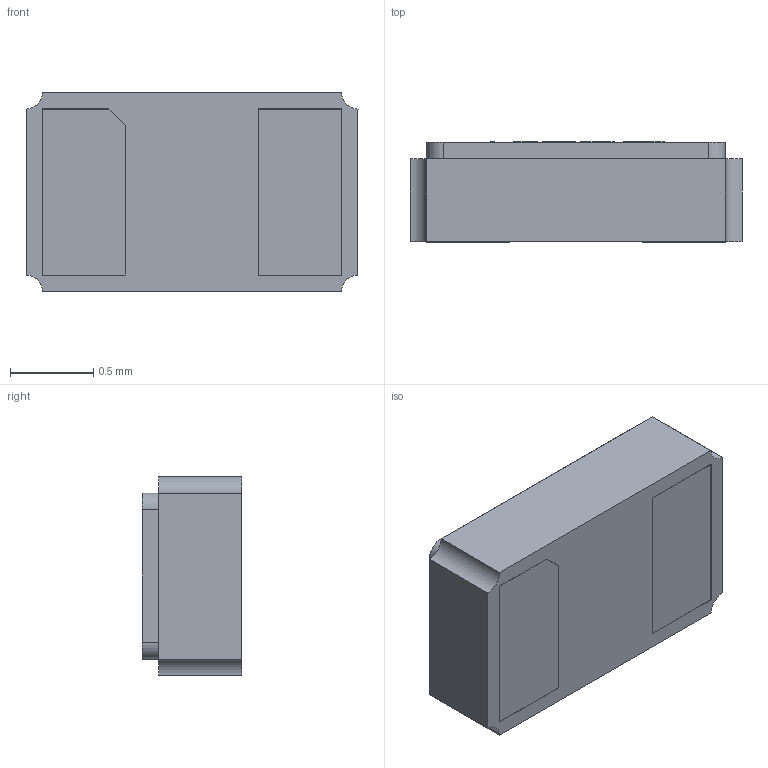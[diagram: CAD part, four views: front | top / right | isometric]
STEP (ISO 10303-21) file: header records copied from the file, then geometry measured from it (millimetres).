
FILE_DESCRIPTION (( 'STEP AP214' ), '1' );
FILE_NAME ('User Library-TF20D.STEP', '2016-07-08T19:21:28', ( 'Windows User' ), ( '' ), 'SwSTEP 2.0', 'SolidWorks 2016', '' );
FILE_SCHEMA (( 'AUTOMOTIVE_DESIGN' ));
Length unit declared in the file: millimetre
Products named in the file (1): User Library-TF20D
Bounding box: 2 x 0.6 x 1.2 mm (x, y, z)
Volume: 1.4 mm3; surface area: 8.4 mm2
Topology: 1 solids, 1 shells, 89 faces, 231 edges, 154 vertices
Faces by surface type: plane 59, bspline 22, cylinder 8
Entity records: 4551 total; most frequent: CARTESIAN_POINT 2113, ORIENTED_EDGE 462, DIRECTION 339, EDGE_CURVE 231, LINE 171, VECTOR 171, VERTEX_POINT 154, EDGE_LOOP 99
